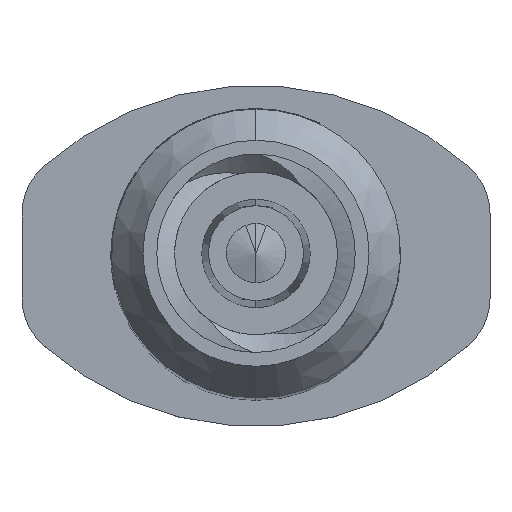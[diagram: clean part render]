
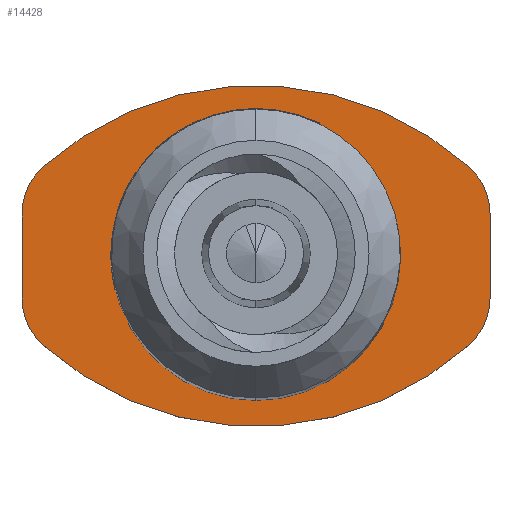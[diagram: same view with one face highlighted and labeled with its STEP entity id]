
A CAD part, top view. The second image highlights one B-rep face of the part: STEP entity #14428.
In plain terms, the highlighted planar face has unit normal (0, 0, 1).
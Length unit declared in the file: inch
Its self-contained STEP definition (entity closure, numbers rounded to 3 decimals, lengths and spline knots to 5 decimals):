
#264 = AXIS2_PLACEMENT_3D ( 'NONE', #12752, #3729, #9967 ) ;
#608 = CIRCLE ( 'NONE', #16067, 0.1 ) ;
#645 = ORIENTED_EDGE ( 'NONE', *, *, #6506, .F. ) ;
#650 = CIRCLE ( 'NONE', #6901, 0.1 ) ;
#1018 = ORIENTED_EDGE ( 'NONE', *, *, #18790, .F. ) ;
#1229 = CARTESIAN_POINT ( 'NONE',  ( 0.33946, 0.14122, -1.05531 ) ) ;
#1305 = CARTESIAN_POINT ( 'NONE',  ( 0., -0.2363, -1.05531 ) ) ;
#1607 = CARTESIAN_POINT ( 'NONE',  ( 0., -0.23, -1.05531 ) ) ;
#1737 = CIRCLE ( 'NONE', #19355, 0.1 ) ;
#1790 = VERTEX_POINT ( 'NONE', #9137 ) ;
#1810 = CARTESIAN_POINT ( 'NONE',  ( 0., 0.23, -1.05531 ) ) ;
#2029 = VERTEX_POINT ( 'NONE', #6294 ) ;
#2399 = EDGE_CURVE ( 'NONE', #18000, #10427, #608, .T. ) ;
#2474 = VERTEX_POINT ( 'NONE', #9065 ) ;
#3150 = FACE_OUTER_BOUND ( 'NONE', #4052, .T. ) ;
#3243 = ORIENTED_EDGE ( 'NONE', *, *, #19583, .F. ) ;
#3729 = DIRECTION ( 'NONE',  ( 0., 0., 1. ) ) ;
#3951 = EDGE_LOOP ( 'NONE', ( #18430, #16151 ) ) ;
#4052 = EDGE_LOOP ( 'NONE', ( #3243, #13766, #4383, #13328, #1018, #10524, #645, #10245 ) ) ;
#4066 = CARTESIAN_POINT ( 'NONE',  ( 0.2726, 0.06686, -1.05531 ) ) ;
#4383 = ORIENTED_EDGE ( 'NONE', *, *, #8292, .F. ) ;
#4426 = DIRECTION ( 'NONE',  ( 0., 0., 1. ) ) ;
#5228 = CARTESIAN_POINT ( 'NONE',  ( -0.3726, -0.06686, -1.05531 ) ) ;
#5260 = VERTEX_POINT ( 'NONE', #1607 ) ;
#5304 = AXIS2_PLACEMENT_3D ( 'NONE', #8512, #8380, #18989 ) ;
#5616 = DIRECTION ( 'NONE',  ( 0., 0., 1. ) ) ;
#5901 = CARTESIAN_POINT ( 'NONE',  ( -0.3726, 0.10856, -1.05531 ) ) ;
#5942 = DIRECTION ( 'NONE',  ( 1., 0., 0. ) ) ;
#5964 = VECTOR ( 'NONE', #7039, 39.37008 ) ;
#6294 = CARTESIAN_POINT ( 'NONE',  ( -0.33946, -0.14122, -1.05531 ) ) ;
#6506 = EDGE_CURVE ( 'NONE', #2474, #10427, #17960, .T. ) ;
#6629 = DIRECTION ( 'NONE',  ( 1., 0., 0. ) ) ;
#6790 = CARTESIAN_POINT ( 'NONE',  ( 0.3726, 0.10856, -1.05531 ) ) ;
#6794 = EDGE_CURVE ( 'NONE', #2474, #13912, #650, .T. ) ;
#6901 = AXIS2_PLACEMENT_3D ( 'NONE', #13451, #4426, #5942 ) ;
#7039 = DIRECTION ( 'NONE',  ( 0., -1., 0. ) ) ;
#7106 = VERTEX_POINT ( 'NONE', #1810 ) ;
#7134 = DIRECTION ( 'NONE',  ( 1., 0., 0. ) ) ;
#7200 = CARTESIAN_POINT ( 'NONE',  ( 0., -0.2363, -1.05531 ) ) ;
#7517 = DIRECTION ( 'NONE',  ( 1., 0., 0. ) ) ;
#7630 = CIRCLE ( 'NONE', #12283, 0.23 ) ;
#8292 = EDGE_CURVE ( 'NONE', #1790, #2029, #12696, .T. ) ;
#8380 = DIRECTION ( 'NONE',  ( 0., 0., -1. ) ) ;
#8512 = CARTESIAN_POINT ( 'NONE',  ( 0., 0.2363, -1.05531 ) ) ;
#9065 = CARTESIAN_POINT ( 'NONE',  ( -0.33946, 0.14122, -1.05531 ) ) ;
#9137 = CARTESIAN_POINT ( 'NONE',  ( 0.33946, -0.14122, -1.05531 ) ) ;
#9967 = DIRECTION ( 'NONE',  ( 1., 0., 0. ) ) ;
#10012 = DIRECTION ( 'NONE',  ( 1., 0., 0. ) ) ;
#10170 = DIRECTION ( 'NONE',  ( 0., 0., 1. ) ) ;
#10245 = ORIENTED_EDGE ( 'NONE', *, *, #6794, .T. ) ;
#10287 = EDGE_CURVE ( 'NONE', #5260, #7106, #13144, .T. ) ;
#10413 = DIRECTION ( 'NONE',  ( 0., 0., -1. ) ) ;
#10427 = VERTEX_POINT ( 'NONE', #1229 ) ;
#10450 = FACE_BOUND ( 'NONE', #3951, .T. ) ;
#10513 = CARTESIAN_POINT ( 'NONE',  ( -0.3726, 0.06686, -1.05531 ) ) ;
#10524 = ORIENTED_EDGE ( 'NONE', *, *, #2399, .T. ) ;
#11835 = CIRCLE ( 'NONE', #264, 0.1 ) ;
#12283 = AXIS2_PLACEMENT_3D ( 'NONE', #19247, #5616, #10012 ) ;
#12696 = CIRCLE ( 'NONE', #5304, 0.5077 ) ;
#12747 = DIRECTION ( 'NONE',  ( 0., 0., 1. ) ) ;
#12752 = CARTESIAN_POINT ( 'NONE',  ( 0.2726, -0.06686, -1.05531 ) ) ;
#12841 = VECTOR ( 'NONE', #14870, 39.37008 ) ;
#13144 = CIRCLE ( 'NONE', #14402, 0.23 ) ;
#13323 = DIRECTION ( 'NONE',  ( 0., 0., 1. ) ) ;
#13328 = ORIENTED_EDGE ( 'NONE', *, *, #16735, .T. ) ;
#13451 = CARTESIAN_POINT ( 'NONE',  ( -0.2726, 0.06686, -1.05531 ) ) ;
#13471 = AXIS2_PLACEMENT_3D ( 'NONE', #1305, #10413, #7134 ) ;
#13766 = ORIENTED_EDGE ( 'NONE', *, *, #19323, .T. ) ;
#13912 = VERTEX_POINT ( 'NONE', #10513 ) ;
#13934 = VERTEX_POINT ( 'NONE', #19545 ) ;
#14109 = CARTESIAN_POINT ( 'NONE',  ( 0.3726, 0.06686, -1.05531 ) ) ;
#14257 = VERTEX_POINT ( 'NONE', #5228 ) ;
#14376 = EDGE_CURVE ( 'NONE', #7106, #5260, #7630, .T. ) ;
#14402 = AXIS2_PLACEMENT_3D ( 'NONE', #14845, #13323, #19617 ) ;
#14412 = CARTESIAN_POINT ( 'NONE',  ( -0.2726, -0.06686, -1.05531 ) ) ;
#14428 = ADVANCED_FACE ( 'NONE', ( #10450, #3150 ), #16302, .T. ) ;
#14686 = DIRECTION ( 'NONE',  ( 1., 0., 0. ) ) ;
#14845 = CARTESIAN_POINT ( 'NONE',  ( 0., 0., -1.05531 ) ) ;
#14870 = DIRECTION ( 'NONE',  ( 0., 1., 0. ) ) ;
#15201 = LINE ( 'NONE', #6790, #5964 ) ;
#16067 = AXIS2_PLACEMENT_3D ( 'NONE', #4066, #10170, #14686 ) ;
#16151 = ORIENTED_EDGE ( 'NONE', *, *, #14376, .F. ) ;
#16302 = PLANE ( 'NONE',  #18395 ) ;
#16735 = EDGE_CURVE ( 'NONE', #1790, #13934, #11835, .T. ) ;
#17960 = CIRCLE ( 'NONE', #13471, 0.5077 ) ;
#18000 = VERTEX_POINT ( 'NONE', #14109 ) ;
#18330 = LINE ( 'NONE', #5901, #12841 ) ;
#18395 = AXIS2_PLACEMENT_3D ( 'NONE', #7200, #19377, #7517 ) ;
#18430 = ORIENTED_EDGE ( 'NONE', *, *, #10287, .F. ) ;
#18790 = EDGE_CURVE ( 'NONE', #18000, #13934, #15201, .T. ) ;
#18989 = DIRECTION ( 'NONE',  ( -1., 0., 0. ) ) ;
#19247 = CARTESIAN_POINT ( 'NONE',  ( 0., 0., -1.05531 ) ) ;
#19323 = EDGE_CURVE ( 'NONE', #14257, #2029, #1737, .T. ) ;
#19355 = AXIS2_PLACEMENT_3D ( 'NONE', #14412, #12747, #6629 ) ;
#19377 = DIRECTION ( 'NONE',  ( 0., 0., 1. ) ) ;
#19545 = CARTESIAN_POINT ( 'NONE',  ( 0.3726, -0.06686, -1.05531 ) ) ;
#19583 = EDGE_CURVE ( 'NONE', #14257, #13912, #18330, .T. ) ;
#19617 = DIRECTION ( 'NONE',  ( 1., 0., 0. ) ) ;
